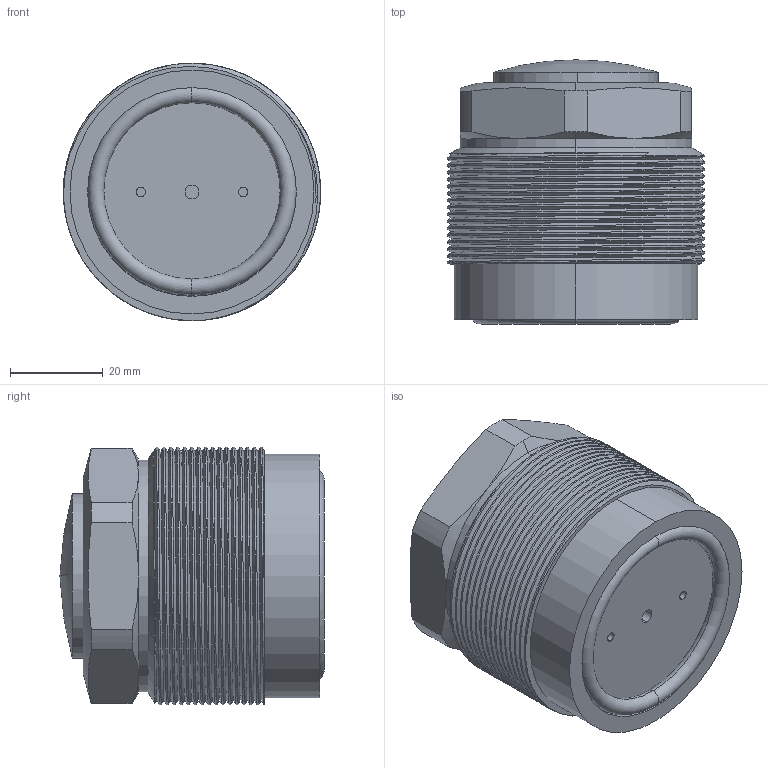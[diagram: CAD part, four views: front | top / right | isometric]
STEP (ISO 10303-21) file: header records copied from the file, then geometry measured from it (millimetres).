
FILE_DESCRIPTION (( 'STEP AP214' ), '1' );
FILE_NAME ('CTC-K055RS.STEP', '2018-11-01T05:51:35', ( '' ), ( '' ), 'SwSTEP 2.0', 'SolidWorks 2016', '' );
FILE_SCHEMA (( 'AUTOMOTIVE_DESIGN' ));
Length unit declared in the file: millimetre
Products named in the file (4): CTC-K055RS(BT); CTC-K055RS; CTC-K055(O); CTC-K055RS(HSG)
Assembly tree (3 placements, depth 2):
  CTC-K055RS
    CTC-K055RS(BT)
    CTC-K055RS(HSG)
    CTC-K055(O)
Bounding box: 55.48 x 56.94 x 55.5 mm (x, y, z)
Volume: 114319.4 mm3; surface area: 30313.6 mm2
Topology: 3 solids, 3 shells, 93 faces, 241 edges, 156 vertices
Faces by surface type: cylinder 60, plane 14, cone 11, torus 4, bspline 2, sphere 2
Entity records: 5188 total; most frequent: CARTESIAN_POINT 2924, ORIENTED_EDGE 482, DIRECTION 426, EDGE_CURVE 241, AXIS2_PLACEMENT_3D 178, VERTEX_POINT 156, EDGE_LOOP 103, ADVANCED_FACE 93
